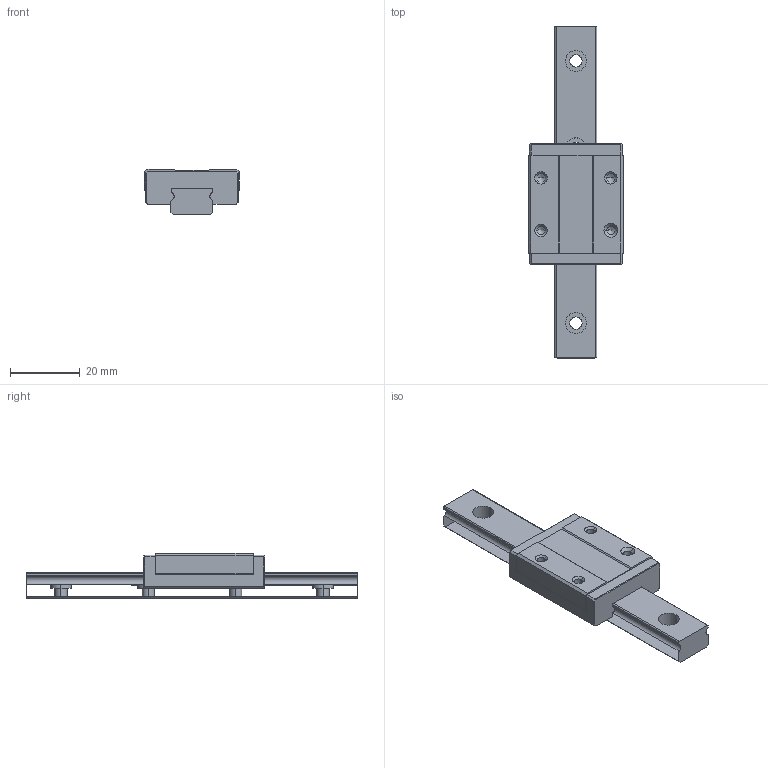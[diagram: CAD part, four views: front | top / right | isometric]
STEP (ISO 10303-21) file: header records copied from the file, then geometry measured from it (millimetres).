
FILE_DESCRIPTION((''),'1');
FILE_NAME(' ',' ',(''),(''),'ACIS Interop R16','Kubotek KeyCreator V6.5.2 (0407)',' ');
FILE_SCHEMA(('CONFIG_CONTROL_DESIGN'));
Length unit declared in the file: millimetre
Products named in the file (2): 1; 2
Bounding box: 27 x 95 x 13 mm (x, y, z)
Volume: 7186 mm3; surface area: 7074.7 mm2
Topology: 1 solids, 36 shells, 113 faces, 397 edges, 317 vertices
Faces by surface type: plane 56, cylinder 41, cone 16
Entity records: 4353 total; most frequent: CARTESIAN_POINT 824, DIRECTION 774, ORIENTED_EDGE 581, EDGE_CURVE 389, VERTEX_POINT 317, AXIS2_PLACEMENT_3D 271, LINE 232, VECTOR 232
